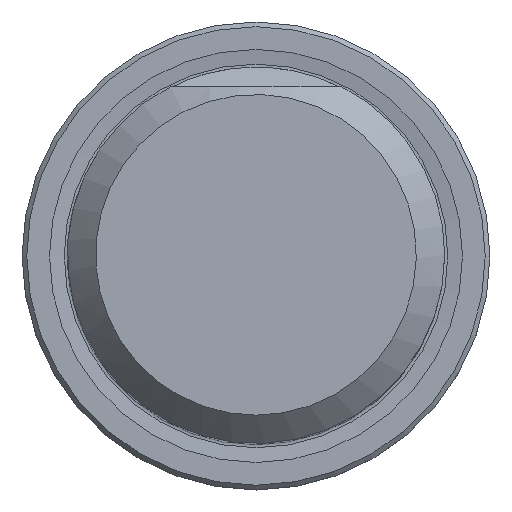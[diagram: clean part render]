
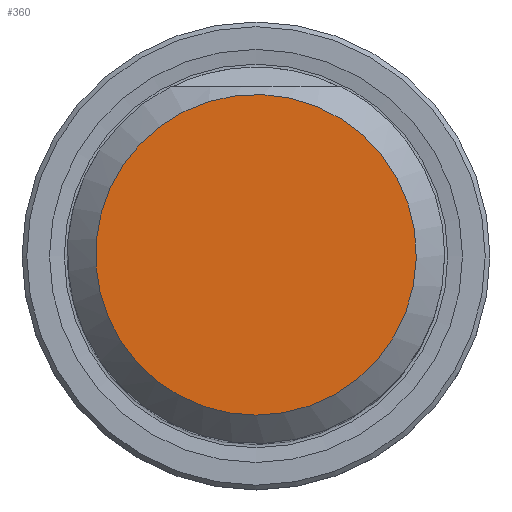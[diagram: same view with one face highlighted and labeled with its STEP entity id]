
A CAD part, top view. The second image highlights one B-rep face of the part: STEP entity #360.
In plain terms, the highlighted planar face has unit normal (0, 0, 1).
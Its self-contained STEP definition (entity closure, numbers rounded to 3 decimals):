
#239=PLANE('',#6036);
#360=ADVANCED_FACE('',(#784),#239,.T.);
#784=FACE_OUTER_BOUND('',#1050,.T.);
#1050=EDGE_LOOP('',(#1713));
#1398=CIRCLE('',#6035,16.996);
#1713=ORIENTED_EDGE('',*,*,#3838,.T.);
#3273=VERTEX_POINT('',#9541);
#3838=EDGE_CURVE('',#3273,#3273,#1398,.T.);
#6035=AXIS2_PLACEMENT_3D('',#9540,#6889,#6890);
#6036=AXIS2_PLACEMENT_3D('',#9542,#6891,#6892);
#6889=DIRECTION('',(0.,0.,1.));
#6890=DIRECTION('',(0.,-1.,0.));
#6891=DIRECTION('',(0.,0.,1.));
#6892=DIRECTION('',(0.,-1.,0.));
#9540=CARTESIAN_POINT('',(0.,0.,70.));
#9541=CARTESIAN_POINT('',(0.,-16.996,70.));
#9542=CARTESIAN_POINT('',(0.,0.,70.));
